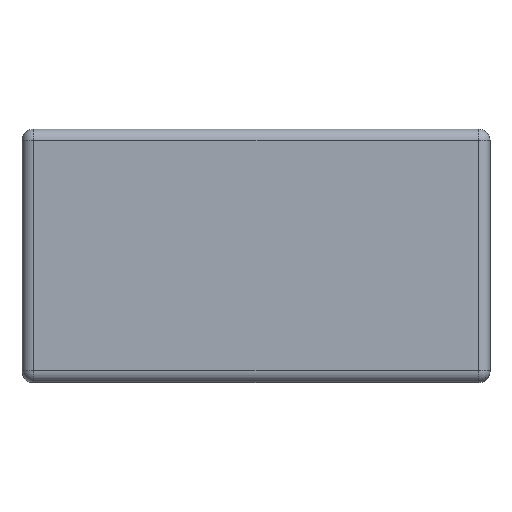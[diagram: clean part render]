
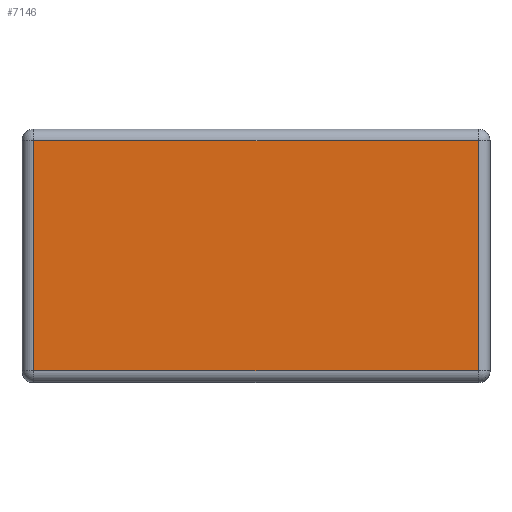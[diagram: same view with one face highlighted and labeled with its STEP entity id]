
A CAD part, top view. The second image highlights one B-rep face of the part: STEP entity #7146.
In plain terms, the highlighted face is planar.
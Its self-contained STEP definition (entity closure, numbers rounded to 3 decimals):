
#6872=CARTESIAN_POINT('',(-57.0,-29.5,-53.));
#6873=VERTEX_POINT('',#6872);
#6881=CARTESIAN_POINT('',(57.0,-29.5,-53.));
#6882=VERTEX_POINT('',#6881);
#6883=CARTESIAN_POINT('',(-57.0,-29.5,-53.));
#6884=DIRECTION('',(1.0,0.0,0.0));
#6885=VECTOR('',#6884,114.0);
#6886=LINE('',#6883,#6885);
#6887=EDGE_CURVE('',#6873,#6882,#6886,.T.);
#6921=CARTESIAN_POINT('',(57.0,29.5,-53.));
#6922=VERTEX_POINT('',#6921);
#6923=CARTESIAN_POINT('',(57.0,-29.5,-53.));
#6924=DIRECTION('',(0.0,1.0,0.0));
#6925=VECTOR('',#6924,59.);
#6926=LINE('',#6923,#6925);
#6927=EDGE_CURVE('',#6882,#6922,#6926,.T.);
#6978=CARTESIAN_POINT('',(-57.0,29.5,-53.));
#6979=VERTEX_POINT('',#6978);
#6980=CARTESIAN_POINT('',(57.0,29.5,-53.));
#6981=DIRECTION('',(-1.0,0.0,0.0));
#6982=VECTOR('',#6981,114.0);
#6983=LINE('',#6980,#6982);
#6984=EDGE_CURVE('',#6922,#6979,#6983,.T.);
#7033=CARTESIAN_POINT('',(-57.0,29.5,-53.));
#7034=DIRECTION('',(0.0,-1.0,0.0));
#7035=VECTOR('',#7034,59.);
#7036=LINE('',#7033,#7035);
#7037=EDGE_CURVE('',#6979,#6873,#7036,.T.);
#7135=CARTESIAN_POINT('',(0.,0.,-53.));
#7136=DIRECTION('',(0.0,0.0,1.0));
#7137=DIRECTION('',(1.0,0.0,0.0));
#7138=AXIS2_PLACEMENT_3D('',#7135,#7136,#7137);
#7139=PLANE('',#7138);
#7140=ORIENTED_EDGE('',*,*,#6887,.F.);
#7141=ORIENTED_EDGE('',*,*,#7037,.F.);
#7142=ORIENTED_EDGE('',*,*,#6984,.F.);
#7143=ORIENTED_EDGE('',*,*,#6927,.F.);
#7144=EDGE_LOOP('',(#7140,#7141,#7142,#7143));
#7145=FACE_OUTER_BOUND('',#7144,.T.);
#7146=ADVANCED_FACE('',(#7145),#7139,.F.);
